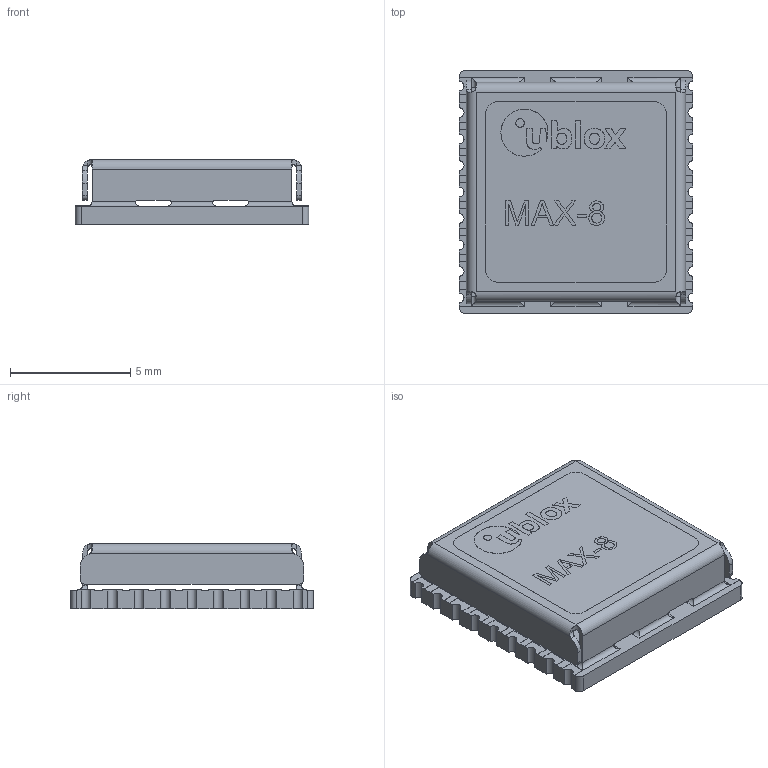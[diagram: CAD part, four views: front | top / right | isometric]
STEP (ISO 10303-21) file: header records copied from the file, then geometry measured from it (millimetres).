
FILE_DESCRIPTION(/* description */ (''),/* implementation_level */ '2;1');
FILE_NAME(/* name */ 'U-Blox - MAX 8Q.step',/* time_stamp */ '2019-12-07T03:50:35+00:00',/* author */ (''),/* organization */ (''),/* preprocessor_version */ 'ST-DEVELOPER v18',/* originating_system */ 'Autodesk Translation Framework v8.12.0.6',/* authorisation */ '');
FILE_SCHEMA (('AUTOMOTIVE_DESIGN { 1 0 10303 214 3 1 1 }'));
Length unit declared in the file: millimetre
Products named in the file (1): U-Blox - SMD-18
Bounding box: 9.7 x 10.1 x 2.7 mm (x, y, z)
Volume: 99.4 mm3; surface area: 497.2 mm2
Topology: 1 solids, 1 shells, 545 faces, 1582 edges, 1052 vertices
Faces by surface type: plane 278, bspline 191, cylinder 76
Entity records: 19568 total; most frequent: CARTESIAN_POINT 6155, ORIENTED_EDGE 3164, DIRECTION 2010, EDGE_CURVE 1582, VERTEX_POINT 1052, LINE 1032, VECTOR 1032, EDGE_LOOP 568
